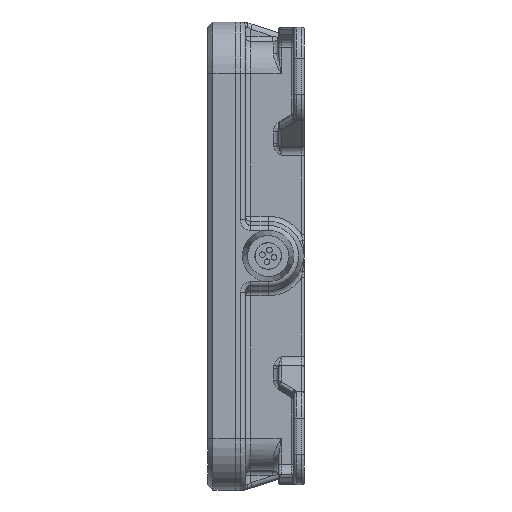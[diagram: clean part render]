
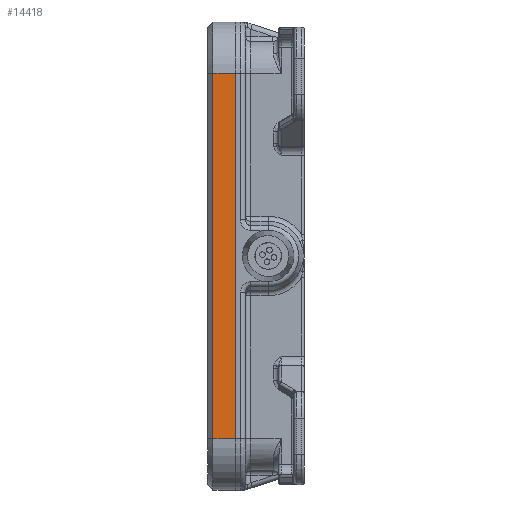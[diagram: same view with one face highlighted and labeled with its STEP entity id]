
A CAD part, left-side view. The second image highlights one B-rep face of the part: STEP entity #14418.
In plain terms, the highlighted planar face has unit normal (-1, 0, 0).
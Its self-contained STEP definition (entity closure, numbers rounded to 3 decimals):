
#123 = PLANE ( 'NONE',  #15779 ) ;
#443 = ORIENTED_EDGE ( 'NONE', *, *, #15964, .T. ) ;
#502 = CARTESIAN_POINT ( 'NONE',  ( -60.5, 13.401, 35.5 ) ) ;
#642 = LINE ( 'NONE', #5351, #18917 ) ;
#1659 = CARTESIAN_POINT ( 'NONE',  ( -60.5, 13.401, 35.5 ) ) ;
#2564 = CARTESIAN_POINT ( 'NONE',  ( -60.5, 17.751, -35.5 ) ) ;
#3734 = VECTOR ( 'NONE', #4808, 1000. ) ;
#4239 = LINE ( 'NONE', #2564, #19576 ) ;
#4808 = DIRECTION ( 'NONE',  ( 0., -1., 0. ) ) ;
#5351 = CARTESIAN_POINT ( 'NONE',  ( -60.5, 18.751, -35.5 ) ) ;
#5599 = VERTEX_POINT ( 'NONE', #1659 ) ;
#7828 = CARTESIAN_POINT ( 'NONE',  ( -60.5, 18.751, 35.5 ) ) ;
#9013 = ORIENTED_EDGE ( 'NONE', *, *, #12258, .T. ) ;
#10558 = ORIENTED_EDGE ( 'NONE', *, *, #11040, .T. ) ;
#11040 = EDGE_CURVE ( 'NONE', #12900, #11986, #4239, .T. ) ;
#11209 = CARTESIAN_POINT ( 'NONE',  ( -60.5, 17.751, -35.5 ) ) ;
#11986 = VERTEX_POINT ( 'NONE', #11209 ) ;
#12258 = EDGE_CURVE ( 'NONE', #11986, #13316, #642, .T. ) ;
#12353 = FACE_OUTER_BOUND ( 'NONE', #12573, .T. ) ;
#12397 = LINE ( 'NONE', #502, #21921 ) ;
#12460 = CARTESIAN_POINT ( 'NONE',  ( -60.5, 18.751, 35.5 ) ) ;
#12573 = EDGE_LOOP ( 'NONE', ( #21780, #10558, #9013, #443 ) ) ;
#12900 = VERTEX_POINT ( 'NONE', #13192 ) ;
#13192 = CARTESIAN_POINT ( 'NONE',  ( -60.5, 17.751, 35.5 ) ) ;
#13316 = VERTEX_POINT ( 'NONE', #17469 ) ;
#14418 = ADVANCED_FACE ( 'NONE', ( #12353 ), #123, .F. ) ;
#15501 = DIRECTION ( 'NONE',  ( 0., 0., -1. ) ) ;
#15779 = AXIS2_PLACEMENT_3D ( 'NONE', #12460, #15829, #15501 ) ;
#15829 = DIRECTION ( 'NONE',  ( 1., 0., 0. ) ) ;
#15964 = EDGE_CURVE ( 'NONE', #13316, #5599, #12397, .T. ) ;
#17366 = DIRECTION ( 'NONE',  ( 0., -1., 0. ) ) ;
#17469 = CARTESIAN_POINT ( 'NONE',  ( -60.5, 13.401, -35.5 ) ) ;
#18265 = LINE ( 'NONE', #7828, #3734 ) ;
#18917 = VECTOR ( 'NONE', #17366, 1000. ) ;
#19576 = VECTOR ( 'NONE', #19718, 1000. ) ;
#19718 = DIRECTION ( 'NONE',  ( 0., 0., -1. ) ) ;
#20906 = DIRECTION ( 'NONE',  ( 0., 0., 1. ) ) ;
#20929 = EDGE_CURVE ( 'NONE', #12900, #5599, #18265, .T. ) ;
#21780 = ORIENTED_EDGE ( 'NONE', *, *, #20929, .F. ) ;
#21921 = VECTOR ( 'NONE', #20906, 1000. ) ;
